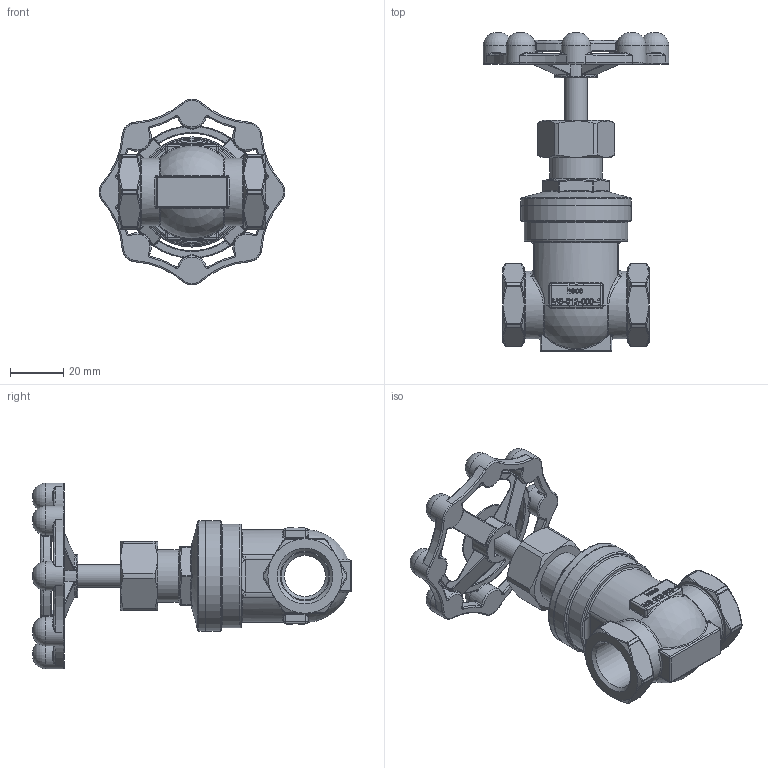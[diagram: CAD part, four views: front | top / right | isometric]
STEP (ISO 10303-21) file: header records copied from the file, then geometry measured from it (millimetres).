
FILE_DESCRIPTION (( 'STEP AP214' ), '1' );
FILE_NAME ('MS-012-000-4 Muffenschieber heco 1312.STEP', '2013-12-18T09:59:51', ( 'test' ), ( '' ), 'SwSTEP 2.0', 'SolidWorks 2011', '' );
FILE_SCHEMA (( 'AUTOMOTIVE_DESIGN' ));
Length unit declared in the file: millimetre
Products named in the file (1): MS-012-000-4 Muffenschieber heco 1312
Bounding box: 69.98 x 120.12 x 69.98 mm (x, y, z)
Volume: 88167.5 mm3; surface area: 27087.5 mm2
Topology: 2 solids, 2 shells, 1353 faces, 3337 edges, 1918 vertices
Faces by surface type: bspline 538, plane 313, cylinder 221, torus 175, sphere 68, cone 38
Full cylindrical faces by diameter (mm): 5.8 x1, 8.6 x1, 11 x8, 15.5 x1, 16 x1, 18.631 x2, 19.6 x1, 25 x1, 25.5 x2, 39 x1, 41.5 x2
Entity records: 72172 total; most frequent: CARTESIAN_POINT 29734, ORIENTED_EDGE 6290, DIRECTION 4850, EDGE_CURVE 3145, AXIS2_PLACEMENT_3D 1921, VERTEX_POINT 1889, EDGE_LOOP 1474, FACE_OUTER_BOUND 1393
